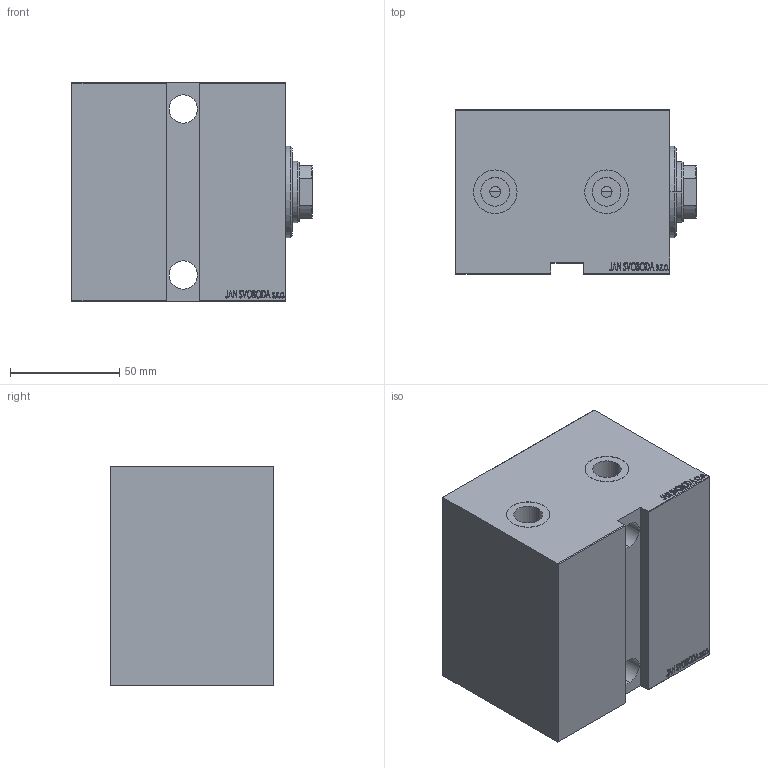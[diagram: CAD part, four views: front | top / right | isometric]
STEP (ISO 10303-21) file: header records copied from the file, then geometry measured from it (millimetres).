
FILE_DESCRIPTION (( 'STEP AP203' ), '1' );
FILE_NAME ('9554.STEP', '2021-03-18T21:53:33', ( '' ), ( '' ), 'SwSTEP 2.0', 'SolidWorks 2019', '' );
FILE_SCHEMA (( 'CONFIG_CONTROL_DESIGN' ));
Length unit declared in the file: millimetre
Products named in the file (4): 9554; V450CM_VC_B c306bb8e11615053016966627735d366; V450CM_E_VCP c306bb8e11615053016966627735d366; V450CM_E c306bb8e11615053016966627735d366
Assembly tree (3 placements, depth 2):
  9554
    V450CM_E c306bb8e11615053016966627735d366
    V450CM_E_VCP c306bb8e11615053016966627735d366
    V450CM_VC_B c306bb8e11615053016966627735d366
Bounding box: 110 x 75 x 100 mm (x, y, z)
Volume: 644143.8 mm3; surface area: 98610.8 mm2
Topology: 3 solids, 3 shells, 867 faces, 2222 edges, 1473 vertices
Faces by surface type: plane 415, bspline 380, cylinder 58, cone 14
Entity records: 43532 total; most frequent: CARTESIAN_POINT 24554, ORIENTED_EDGE 4440, DIRECTION 2562, EDGE_CURVE 2220, VERTEX_POINT 1473, LINE 1320, VECTOR 1320, EDGE_LOOP 991
